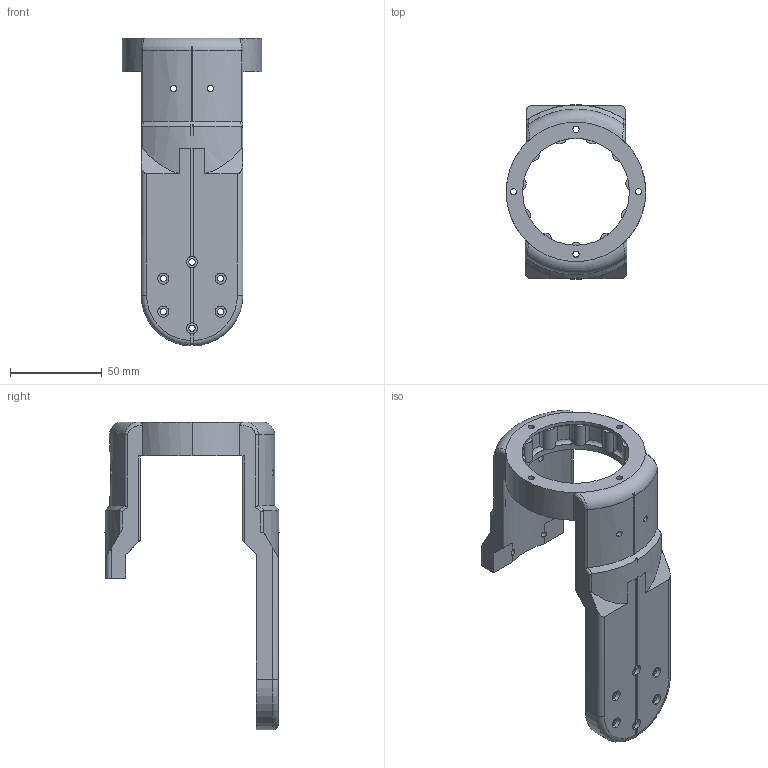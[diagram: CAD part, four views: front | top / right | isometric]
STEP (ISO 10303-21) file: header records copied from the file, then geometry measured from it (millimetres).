
FILE_DESCRIPTION (( 'STEP AP214' ), '1' );
FILE_NAME ('3.媼撰渀喘褲.STEP', '2025-11-19T11:49:33', ( '' ), ( '' ), 'SwSTEP 2.0', 'SolidWorks 2023', '' );
FILE_SCHEMA (( 'AUTOMOTIVE_DESIGN' ));
Length unit declared in the file: millimetre
Products named in the file (1): 3.二级针齿壳
Bounding box: 76 x 94.89 x 167.69 mm (x, y, z)
Volume: 161576.7 mm3; surface area: 45150.3 mm2
Topology: 1 solids, 1 shells, 265 faces, 724 edges, 464 vertices
Faces by surface type: cylinder 133, plane 95, torus 27, bspline 8, cone 2
Entity records: 10085 total; most frequent: CARTESIAN_POINT 3452, ORIENTED_EDGE 1448, DIRECTION 1348, EDGE_CURVE 724, AXIS2_PLACEMENT_3D 560, VERTEX_POINT 464, EDGE_LOOP 304, CIRCLE 302
